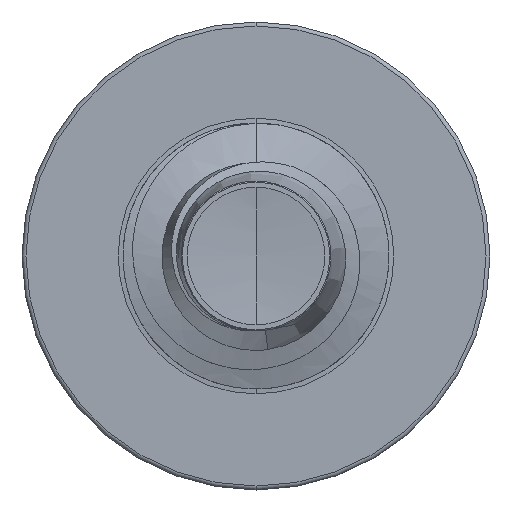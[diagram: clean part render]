
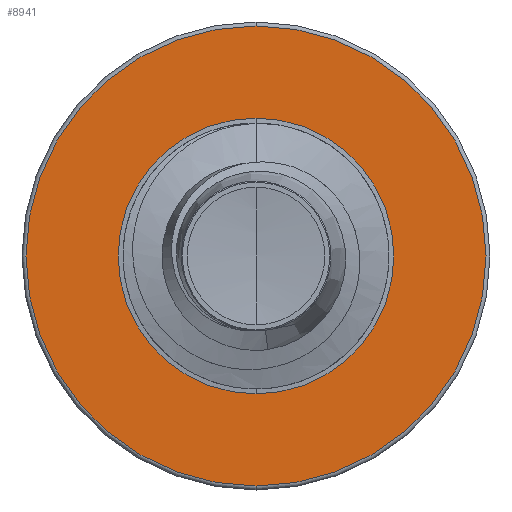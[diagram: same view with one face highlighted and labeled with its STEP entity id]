
A CAD part, front view. The second image highlights one B-rep face of the part: STEP entity #8941.
In plain terms, the highlighted planar face has unit normal (0, -1, 0).
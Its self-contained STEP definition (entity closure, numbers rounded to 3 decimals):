
#876 = VERTEX_POINT ( 'NONE', #7363 ) ;
#942 = ORIENTED_EDGE ( 'NONE', *, *, #11197, .F. ) ;
#1197 = ORIENTED_EDGE ( 'NONE', *, *, #11747, .T. ) ;
#1251 = FACE_BOUND ( 'NONE', #11767, .T. ) ;
#1577 = AXIS2_PLACEMENT_3D ( 'NONE', #8584, #8580, #8540 ) ;
#2252 = ORIENTED_EDGE ( 'NONE', *, *, #11410, .T. ) ;
#2340 = CIRCLE ( 'NONE', #4388, 2.163 ) ;
#2739 = DIRECTION ( 'NONE',  ( 0., 0., 1. ) ) ;
#2770 = CARTESIAN_POINT ( 'NONE',  ( 0., 5., -1.296 ) ) ;
#2810 = PLANE ( 'NONE',  #5911 ) ;
#3043 = DIRECTION ( 'NONE',  ( 0., 1., 0. ) ) ;
#3075 = CIRCLE ( 'NONE', #3650, 1.296 ) ;
#3650 = AXIS2_PLACEMENT_3D ( 'NONE', #7390, #7375, #7357 ) ;
#4046 = CARTESIAN_POINT ( 'NONE',  ( 0., 5., 2.163 ) ) ;
#4388 = AXIS2_PLACEMENT_3D ( 'NONE', #5001, #4998, #4980 ) ;
#4980 = DIRECTION ( 'NONE',  ( 0., 0., 1. ) ) ;
#4998 = DIRECTION ( 'NONE',  ( 0., 1., 0. ) ) ;
#5001 = CARTESIAN_POINT ( 'NONE',  ( 0., 5., 0. ) ) ;
#5863 = FACE_OUTER_BOUND ( 'NONE', #9797, .T. ) ;
#5911 = AXIS2_PLACEMENT_3D ( 'NONE', #2770, #3043, #2739 ) ;
#7357 = DIRECTION ( 'NONE',  ( 0., 0., 1. ) ) ;
#7363 = CARTESIAN_POINT ( 'NONE',  ( 0., 5., -1.296 ) ) ;
#7375 = DIRECTION ( 'NONE',  ( 0., 1., 0. ) ) ;
#7390 = CARTESIAN_POINT ( 'NONE',  ( 0., 5., 0. ) ) ;
#7441 = CARTESIAN_POINT ( 'NONE',  ( 0., 5., 1.296 ) ) ;
#7449 = AXIS2_PLACEMENT_3D ( 'NONE', #11933, #11921, #11919 ) ;
#7465 = ORIENTED_EDGE ( 'NONE', *, *, #11313, .F. ) ;
#7750 = VERTEX_POINT ( 'NONE', #7441 ) ;
#8365 = CARTESIAN_POINT ( 'NONE',  ( 0., 5., -2.162 ) ) ;
#8540 = DIRECTION ( 'NONE',  ( 0., 0., 1. ) ) ;
#8580 = DIRECTION ( 'NONE',  ( 0., 1., 0. ) ) ;
#8584 = CARTESIAN_POINT ( 'NONE',  ( 0., 5., 0. ) ) ;
#8694 = VERTEX_POINT ( 'NONE', #4046 ) ;
#8941 = ADVANCED_FACE ( 'NONE', ( #5863, #1251 ), #2810, .F. ) ;
#9748 = CIRCLE ( 'NONE', #7449, 2.163 ) ;
#9797 = EDGE_LOOP ( 'NONE', ( #7465, #942 ) ) ;
#11197 = EDGE_CURVE ( 'NONE', #12664, #8694, #2340, .T. ) ;
#11313 = EDGE_CURVE ( 'NONE', #8694, #12664, #9748, .T. ) ;
#11410 = EDGE_CURVE ( 'NONE', #876, #7750, #3075, .T. ) ;
#11747 = EDGE_CURVE ( 'NONE', #7750, #876, #12950, .T. ) ;
#11767 = EDGE_LOOP ( 'NONE', ( #1197, #2252 ) ) ;
#11919 = DIRECTION ( 'NONE',  ( 0., 0., 1. ) ) ;
#11921 = DIRECTION ( 'NONE',  ( 0., 1., 0. ) ) ;
#11933 = CARTESIAN_POINT ( 'NONE',  ( 0., 5., 0. ) ) ;
#12664 = VERTEX_POINT ( 'NONE', #8365 ) ;
#12950 = CIRCLE ( 'NONE', #1577, 1.296 ) ;
